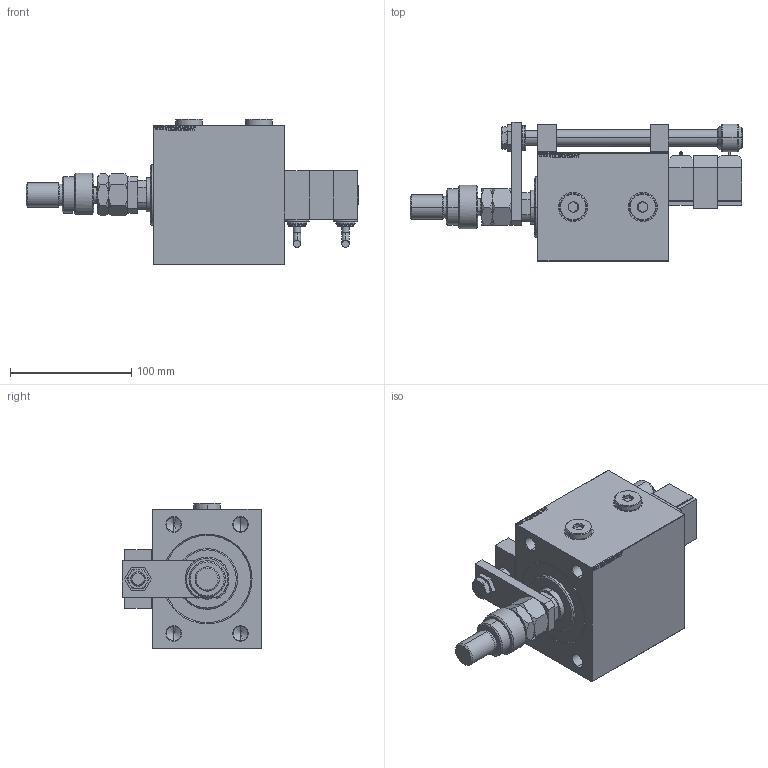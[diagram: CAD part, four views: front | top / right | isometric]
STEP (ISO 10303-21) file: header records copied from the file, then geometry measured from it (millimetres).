
FILE_DESCRIPTION (( 'STEP AP203' ), '1' );
FILE_NAME ('023d.STEP', '2024-02-11T23:24:36', ( '' ), ( '' ), 'SwSTEP 2.0', 'SolidWorks 2019', '' );
FILE_SCHEMA (( 'CONFIG_CONTROL_DESIGN' ));
Length unit declared in the file: millimetre
Products named in the file (17): SWITCH P 366ce6998c42725df3e105931c7f375d; 023d; FEMALE_PART_FOR_DFA 366ce6998c42725df3e105931c7f375d; V450CM_B_Body 366ce6998c42725df3e105931c7f375d; TYC_P 366ce6998c42725df3e105931c7f375d; NUT_D19_P 366ce6998c42725df3e105931c7f375d; MFA 366ce6998c42725df3e105931c7f375d; NUT_D16 366ce6998c42725df3e105931c7f375d; MIDDLE 366ce6998c42725df3e105931c7f375d; SWITCH_P_FRONT_BACK 366ce6998c42725df3e105931c7f375d; P_V_Z_DFA 366ce6998c42725df3e105931c7f375d; SWITCH DIM W_B 366ce6998c42725df3e105931c7f375d; V450CM_VC_B 366ce6998c42725df3e105931c7f375d; KROUZEK_PRO_TYC 366ce6998c42725df3e105931c7f375d; Zatka_OIL_PORT 366ce6998c42725df3e105931c7f375d; ZARAZKA_P 366ce6998c42725df3e105931c7f375d; V450CM_B_VCP 366ce6998c42725df3e105931c7f375d
Assembly tree (19 placements, depth 3):
  023d
    V450CM_B_Body 366ce6998c42725df3e105931c7f375d
    V450CM_B_VCP 366ce6998c42725df3e105931c7f375d
    V450CM_VC_B 366ce6998c42725df3e105931c7f375d
    NUT_D16 366ce6998c42725df3e105931c7f375d
    NUT_D19_P 366ce6998c42725df3e105931c7f375d
    SWITCH DIM W_B 366ce6998c42725df3e105931c7f375d
    ZARAZKA_P 366ce6998c42725df3e105931c7f375d
    TYC_P 366ce6998c42725df3e105931c7f375d
    SWITCH_P_FRONT_BACK 366ce6998c42725df3e105931c7f375d  x2
    SWITCH P 366ce6998c42725df3e105931c7f375d  x2
    MIDDLE 366ce6998c42725df3e105931c7f375d
    KROUZEK_PRO_TYC 366ce6998c42725df3e105931c7f375d
    P_V_Z_DFA 366ce6998c42725df3e105931c7f375d
      FEMALE_PART_FOR_DFA 366ce6998c42725df3e105931c7f375d
      MFA 366ce6998c42725df3e105931c7f375d
    Zatka_OIL_PORT 366ce6998c42725df3e105931c7f375d  x2
Bounding box: 273.8 x 115 x 119.9 mm (x, y, z)
Volume: 1243203.4 mm3; surface area: 192249.1 mm2
Topology: 18 solids, 18 shells, 1248 faces, 3068 edges, 1976 vertices
Faces by surface type: plane 576, bspline 380, cylinder 143, cone 113, torus 36
Entity records: 54216 total; most frequent: CARTESIAN_POINT 27216, ORIENTED_EDGE 5724, DIRECTION 4009, EDGE_CURVE 2862, VERTEX_POINT 1856, VECTOR 1615, LINE 1615, EDGE_LOOP 1322
